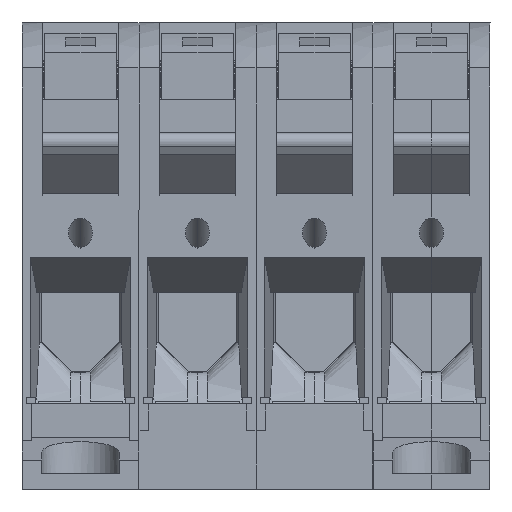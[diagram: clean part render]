
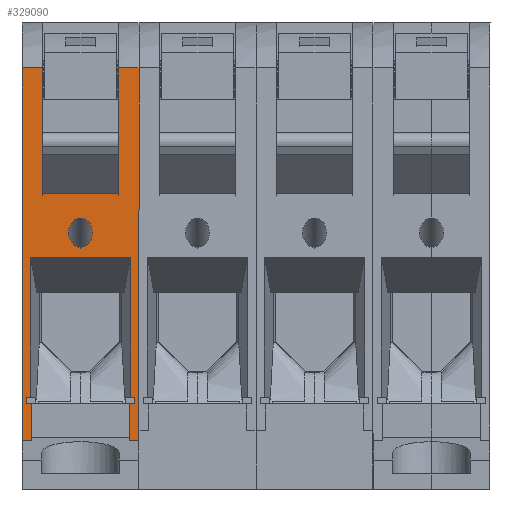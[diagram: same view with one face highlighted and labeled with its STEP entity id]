
A CAD part, front view. The second image highlights one B-rep face of the part: STEP entity #329090.
In plain terms, the highlighted face is planar.
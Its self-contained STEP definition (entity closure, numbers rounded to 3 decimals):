
#4700=CARTESIAN_POINT('',(-46.016,-81.617,
25.));
#4710=VERTEX_POINT('',#4700);
#5000=CARTESIAN_POINT('',(-46.016,-81.617,
25.));
#5010=DIRECTION('',(1.,0.,0.));
#5020=DIRECTION('',(0.,-1.,0.));
#5030=AXIS2_PLACEMENT_3D('',#5000,#5010,#5020);
#5040=PLANE('',#5030);
#6220=CARTESIAN_POINT('',(-46.016,-4.161,
25.));
#6230=VERTEX_POINT('',#6220);
#6260=CARTESIAN_POINT('',(-46.016,-49.182,
25.));
#6270=DIRECTION('',(0.,-1.,0.));
#6280=VECTOR('',#6270,1.);
#6290=LINE('',#6260,#6280);
#6300=EDGE_CURVE('',#6230,#4710,#6290,.T.);
#77290=CARTESIAN_POINT('',(-46.016,-81.617,
50.));
#77300=VERTEX_POINT('',#77290);
#77330=CARTESIAN_POINT('',(-46.016,-49.182,
50.));
#77340=DIRECTION('',(0.,-1.,0.));
#77350=VECTOR('',#77340,1.);
#77360=LINE('',#77330,#77350);
#77370=CARTESIAN_POINT('',(-46.016,-1.928,
50.));
#77380=VERTEX_POINT('',#77370);
#77390=EDGE_CURVE('',#77380,#77300,#77360,.T.);
#78780=CARTESIAN_POINT('',(-46.016,-1.928,
27.));
#78790=VERTEX_POINT('',#78780);
#79020=CARTESIAN_POINT('',(-46.016,-9.846,
27.));
#79030=VERTEX_POINT('',#79020);
#79060=CARTESIAN_POINT('',(-46.016,-49.182,
27.));
#79070=DIRECTION('',(0.,1.,0.));
#79080=VECTOR('',#79070,1.);
#79090=LINE('',#79060,#79080);
#79100=EDGE_CURVE('',#79030,#78790,#79090,.T.);
#81390=CARTESIAN_POINT('',(-46.016,-1.928,
48.));
#81400=VERTEX_POINT('',#81390);
#81430=CARTESIAN_POINT('',(-46.016,-49.182,
48.));
#81440=DIRECTION('',(0.,1.,0.));
#81450=VECTOR('',#81440,1.);
#81460=LINE('',#81430,#81450);
#81470=CARTESIAN_POINT('',(-46.016,-9.846,
48.));
#81480=VERTEX_POINT('',#81470);
#81490=EDGE_CURVE('',#81480,#81400,#81460,.T.);
#99380=CARTESIAN_POINT('',(-46.016,-9.846,
26.));
#99390=VERTEX_POINT('',#99380);
#99420=CARTESIAN_POINT('',(-46.016,-9.846,
2.));
#99430=DIRECTION('',(0.,0.,-1.));
#99440=VECTOR('',#99430,1.);
#99450=LINE('',#99420,#99440);
#99460=EDGE_CURVE('',#79030,#99390,#99450,.T.);
#99560=CARTESIAN_POINT('',(-46.016,-9.846,
49.));
#99570=VERTEX_POINT('',#99560);
#99580=EDGE_CURVE('',#99570,#81480,#99450,.T.);
#99980=CARTESIAN_POINT('',(-46.016,-49.182,
49.));
#99990=DIRECTION('',(0.,-1.,0.));
#100000=VECTOR('',#99990,1.);
#100010=LINE('',#99980,#100000);
#100020=CARTESIAN_POINT('',(-46.016,-11.246,
49.));
#100030=VERTEX_POINT('',#100020);
#100040=EDGE_CURVE('',#99570,#100030,#100010,.T.);
#100710=CARTESIAN_POINT('',(-46.016,-11.246,
48.243));
#100720=VERTEX_POINT('',#100710);
#100750=CARTESIAN_POINT('',(-46.016,-49.182,
48.243));
#100760=DIRECTION('',(0.,1.,0.));
#100770=VECTOR('',#100760,1.);
#100780=LINE('',#100750,#100770);
#100790=CARTESIAN_POINT('',(-46.016,-41.126,
48.243));
#100800=VERTEX_POINT('',#100790);
#100810=EDGE_CURVE('',#100800,#100720,#100780,.T.);
#107280=CARTESIAN_POINT('',(-46.016,-41.126,
26.757));
#107290=VERTEX_POINT('',#107280);
#107320=CARTESIAN_POINT('',(-46.016,-49.182,
26.757));
#107330=DIRECTION('',(0.,1.,0.));
#107340=VECTOR('',#107330,1.);
#107350=LINE('',#107320,#107340);
#107360=CARTESIAN_POINT('',(-46.016,-11.246,
26.757));
#107370=VERTEX_POINT('',#107360);
#107380=EDGE_CURVE('',#107290,#107370,#107350,.T.);
#107820=CARTESIAN_POINT('',(-46.016,-11.246,
26.));
#107830=VERTEX_POINT('',#107820);
#107860=CARTESIAN_POINT('',(-46.016,-49.182,
26.));
#107870=DIRECTION('',(0.,-1.,0.));
#107880=VECTOR('',#107870,1.);
#107890=LINE('',#107860,#107880);
#107900=EDGE_CURVE('',#99390,#107830,#107890,.T.);
#108340=CARTESIAN_POINT('',(-46.016,-11.246,
2.));
#108350=DIRECTION('',(0.,0.,-1.));
#108360=VECTOR('',#108350,1.);
#108370=LINE('',#108340,#108360);
#108380=EDGE_CURVE('',#107370,#107830,#108370,.T.);
#113760=CARTESIAN_POINT('',(-46.016,-41.126,
2.));
#113770=DIRECTION('',(0.,0.,-1.));
#113780=VECTOR('',#113770,1.);
#113790=LINE('',#113760,#113780);
#113800=EDGE_CURVE('',#100800,#107290,#113790,.T.);
#117220=CARTESIAN_POINT('',(-46.016,-11.246,
2.));
#117230=DIRECTION('',(0.,0.,-1.));
#117240=VECTOR('',#117230,1.);
#117250=LINE('',#117220,#117240);
#117260=EDGE_CURVE('',#100030,#100720,#117250,.T.);
#136950=CARTESIAN_POINT('',(-46.016,-81.617,
25.));
#136960=DIRECTION('',(0.,0.,1.));
#136970=VECTOR('',#136960,1.);
#136980=LINE('',#136950,#136970);
#136990=CARTESIAN_POINT('',(-46.016,-81.617,
29.35));
#137000=VERTEX_POINT('',#136990);
#137010=EDGE_CURVE('',#4710,#137000,#136980,.T.);
#137250=CARTESIAN_POINT('',(-46.016,-81.617,
45.65));
#137260=VERTEX_POINT('',#137250);
#137290=EDGE_CURVE('',#137260,#77300,#136980,.T.);
#137530=CARTESIAN_POINT('',(-46.016,-54.848,
29.35));
#137540=VERTEX_POINT('',#137530);
#138560=CARTESIAN_POINT('',(-46.016,-49.182,
29.35));
#138570=DIRECTION('',(0.,-1.,0.));
#138580=VECTOR('',#138570,1.);
#138590=LINE('',#138560,#138580);
#138600=EDGE_CURVE('',#137540,#137000,#138590,.T.);
#139790=CARTESIAN_POINT('',(-46.016,-54.848,
45.65));
#139800=VERTEX_POINT('',#139790);
#139830=CARTESIAN_POINT('',(-46.016,-49.182,
45.65));
#139840=DIRECTION('',(0.,1.,0.));
#139850=VECTOR('',#139840,1.);
#139860=LINE('',#139830,#139850);
#139870=EDGE_CURVE('',#137260,#139800,#139860,.T.);
#140420=CARTESIAN_POINT('',(-46.016,-54.848,
2.));
#140430=DIRECTION('',(0.,0.,1.));
#140440=VECTOR('',#140430,1.);
#140450=LINE('',#140420,#140440);
#140460=EDGE_CURVE('',#137540,#139800,#140450,.T.);
#159670=CARTESIAN_POINT('',(-46.016,-1.928,
25.));
#159680=VERTEX_POINT('',#159670);
#159710=CARTESIAN_POINT('',(-46.016,-49.182,
25.));
#159720=DIRECTION('',(0.,1.,0.));
#159730=VECTOR('',#159720,1.);
#159740=LINE('',#159710,#159730);
#159750=EDGE_CURVE('',#6230,#159680,#159740,.T.);
#175450=CARTESIAN_POINT('',(-46.016,-1.928,
-48.));
#175460=DIRECTION('',(0.,0.,1.));
#175470=VECTOR('',#175460,1.);
#175480=LINE('',#175450,#175470);
#175490=EDGE_CURVE('',#81400,#77380,#175480,.T.);
#175540=CARTESIAN_POINT('',(-46.016,-1.928,
-48.));
#175550=DIRECTION('',(0.,0.,-1.));
#175560=VECTOR('',#175550,1.);
#175570=LINE('',#175540,#175560);
#175580=EDGE_CURVE('',#78790,#159680,#175570,.T.);
#328670=CARTESIAN_POINT('',(-46.016,-46.436,
37.5));
#328680=DIRECTION('',(-1.,0.,0.));
#328690=DIRECTION('',(0.,-1.,0.));
#328700=AXIS2_PLACEMENT_3D('',#328670,#328680,#328690);
#328710=ELLIPSE('',#328700,3.113,2.55);
#328720=CARTESIAN_POINT('',(-46.016,-49.495,
37.025));
#328730=VERTEX_POINT('',#328720);
#328740=CARTESIAN_POINT('',(-46.016,-49.549,
37.5));
#328750=VERTEX_POINT('',#328740);
#328760=EDGE_CURVE('',#328730,#328750,#328710,.T.);
#328770=ORIENTED_EDGE('',*,*,#328760,.F.);
#328780=CARTESIAN_POINT('',(-46.016,-43.323,
37.5));
#328790=VERTEX_POINT('',#328780);
#328800=EDGE_CURVE('',#328750,#328790,#328710,.T.);
#328810=ORIENTED_EDGE('',*,*,#328800,.F.);
#328820=EDGE_CURVE('',#328790,#328730,#328710,.T.);
#328830=ORIENTED_EDGE('',*,*,#328820,.F.);
#328840=EDGE_LOOP('',(#328830,#328810,#328770));
#328850=FACE_BOUND('',#328840,.T.);
#328860=ORIENTED_EDGE('',*,*,#77390,.F.);
#328870=ORIENTED_EDGE('',*,*,#137290,.T.);
#328880=ORIENTED_EDGE('',*,*,#139870,.F.);
#328890=ORIENTED_EDGE('',*,*,#140460,.T.);
#328900=ORIENTED_EDGE('',*,*,#138600,.F.);
#328910=ORIENTED_EDGE('',*,*,#137010,.T.);
#328920=ORIENTED_EDGE('',*,*,#6300,.T.);
#328930=ORIENTED_EDGE('',*,*,#159750,.F.);
#328940=ORIENTED_EDGE('',*,*,#175580,.T.);
#328950=ORIENTED_EDGE('',*,*,#79100,.T.);
#328960=ORIENTED_EDGE('',*,*,#99460,.F.);
#328970=ORIENTED_EDGE('',*,*,#107900,.F.);
#328980=ORIENTED_EDGE('',*,*,#108380,.T.);
#328990=ORIENTED_EDGE('',*,*,#107380,.T.);
#329000=ORIENTED_EDGE('',*,*,#113800,.T.);
#329010=ORIENTED_EDGE('',*,*,#100810,.F.);
#329020=ORIENTED_EDGE('',*,*,#117260,.T.);
#329030=ORIENTED_EDGE('',*,*,#100040,.T.);
#329040=ORIENTED_EDGE('',*,*,#99580,.F.);
#329050=ORIENTED_EDGE('',*,*,#81490,.F.);
#329060=ORIENTED_EDGE('',*,*,#175490,.F.);
#329070=EDGE_LOOP('',(#329060,#329050,#329040,#329030,#329020,#329010,
#329000,#328990,#328980,#328970,#328960,#328950,#328940,#328930,#328920,
#328910,#328900,#328890,#328880,#328870,#328860));
#329080=FACE_OUTER_BOUND('',#329070,.T.);
#329090=ADVANCED_FACE('',(#328850,#329080),#5040,.F.);
